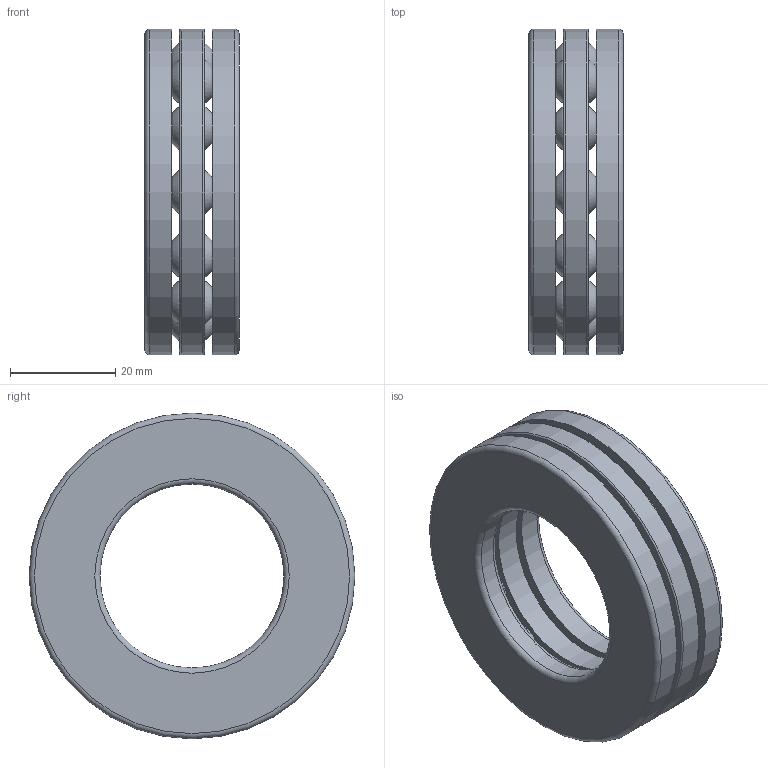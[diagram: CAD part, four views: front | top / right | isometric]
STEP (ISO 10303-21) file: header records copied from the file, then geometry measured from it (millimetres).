
FILE_DESCRIPTION( ( 'STEP AP214' ), ' ' );
FILE_NAME( '51207.stp', '2017-07-03T15:38:25', ( '' ), ( '' ), ' ', 'PARTsolutions', ' ' );
FILE_SCHEMA( ( 'AUTOMOTIVE_DESIGN { 1 0 10303 214 1 1 1 1 }' ) );
Length unit declared in the file: millimetre
Products named in the file (5): 51207; _51207_PART1; _51207_PART2; _51207_PART3; _51207_PART4
Assembly tree (15 placements, depth 2):
  51207
    _51207_PART1
    _51207_PART2
    _51207_PART3
    _51207_PART4  x12
Bounding box: 18 x 62 x 62 mm (x, y, z)
Volume: 30085.7 mm3; surface area: 19751.6 mm2
Topology: 15 solids, 15 shells, 47 faces, 122 edges, 83 vertices
Faces by surface type: cylinder 18, sphere 12, torus 9, plane 8
Full cylindrical faces by diameter (mm): 9.525 x12, 35 x1, 37 x2, 62 x3
Entity records: 1364 total; most frequent: DIRECTION 198, CARTESIAN_POINT 148, AXIS2_PLACEMENT_3D 99, EDGE_LOOP 94, ORIENTED_EDGE 94, FACE_OUTER_BOUND 62, VERTEX_POINT 49, EDGE_CURVE 47
